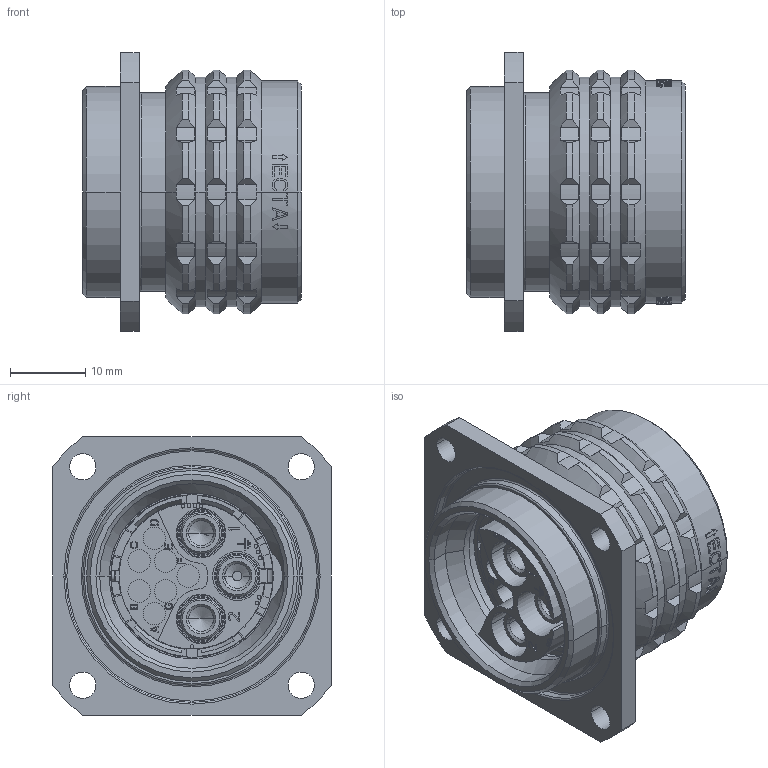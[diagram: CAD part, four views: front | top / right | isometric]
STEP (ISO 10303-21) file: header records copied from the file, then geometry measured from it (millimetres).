
FILE_DESCRIPTION((''),'2;1');
FILE_NAME('1331MESV410AFS','2024-08-22T15:08:09',('paultorloting'),('NET AG system integration'),'CREO PARAMETRIC BY PTC INC, 2021404','CREO PARAMETRIC BY PTC INC, 2021404','');
FILE_SCHEMA(('AUTOMOTIVE_DESIGN { 1 0 10303 214 1 1 1 1 }'));
Products named in the file (1): 1331MESV410AFS
Bounding box: 29 x 37 x 37 mm (x, y, z)
Volume: 15681.5 mm3; surface area: 14658.9 mm2
Topology: 1 solids, 10 shells, 1585 faces, 4221 edges, 2753 vertices
Faces by surface type: plane 979, cylinder 395, torus 103, cone 91, sphere 12, bspline 5
Entity records: 64691 total; most frequent: CARTESIAN_POINT 14256, ORIENTED_EDGE 8402, DIRECTION 8065, EDGE_CURVE 4201, AXIS2_PLACEMENT_3D 2789, VERTEX_POINT 2753, VECTOR 2484, LINE 2484
